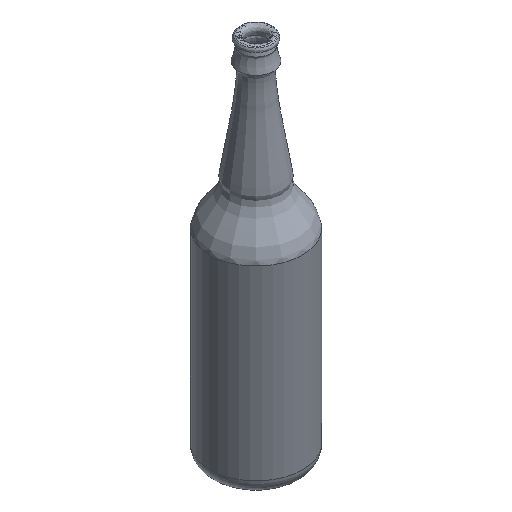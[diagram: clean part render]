
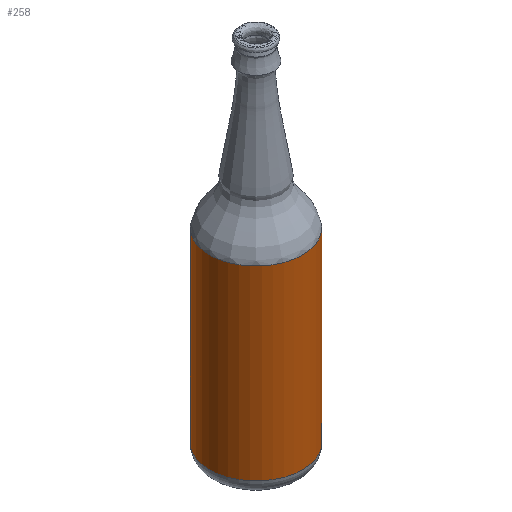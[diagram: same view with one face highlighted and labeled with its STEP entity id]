
A CAD part, isometric view. The second image highlights one B-rep face of the part: STEP entity #258.
In plain terms, the highlighted cylindrical face has radius 30 mm (diameter 60 mm), a full revolution.
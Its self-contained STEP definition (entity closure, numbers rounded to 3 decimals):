
#20=LINE('',#2684,#22);
#22=VECTOR('',#343,30.);
#24=CYLINDRICAL_SURFACE('',#294,30.);
#60=FACE_OUTER_BOUND('',#79,.T.);
#79=EDGE_LOOP('',(#218,#219,#220,#221,#222));
#105=CIRCLE('',#290,30.);
#108=CIRCLE('',#295,30.);
#109=CIRCLE('',#296,30.);
#126=VERTEX_POINT('',#2673);
#128=VERTEX_POINT('',#2680);
#129=VERTEX_POINT('',#2681);
#155=EDGE_CURVE('',#126,#126,#105,.T.);
#158=EDGE_CURVE('',#128,#129,#108,.T.);
#159=EDGE_CURVE('',#129,#128,#109,.T.);
#160=EDGE_CURVE('',#129,#126,#20,.T.);
#218=ORIENTED_EDGE('',*,*,#158,.F.);
#219=ORIENTED_EDGE('',*,*,#159,.F.);
#220=ORIENTED_EDGE('',*,*,#160,.T.);
#221=ORIENTED_EDGE('',*,*,#155,.F.);
#222=ORIENTED_EDGE('',*,*,#160,.F.);
#258=ADVANCED_FACE('',(#60),#24,.T.);
#290=AXIS2_PLACEMENT_3D('',#2674,#329,#330);
#294=AXIS2_PLACEMENT_3D('',#2679,#337,#338);
#295=AXIS2_PLACEMENT_3D('',#2682,#339,#340);
#296=AXIS2_PLACEMENT_3D('',#2683,#341,#342);
#329=DIRECTION('center_axis',(0.,0.,-1.));
#330=DIRECTION('ref_axis',(-1.,0.,0.));
#337=DIRECTION('center_axis',(0.,0.,1.));
#338=DIRECTION('ref_axis',(1.,0.,0.));
#339=DIRECTION('center_axis',(0.,0.,1.));
#340=DIRECTION('ref_axis',(1.,0.,0.));
#341=DIRECTION('center_axis',(0.,0.,1.));
#342=DIRECTION('ref_axis',(1.,0.,0.));
#343=DIRECTION('',(0.,0.,-1.));
#2673=CARTESIAN_POINT('',(-30.,0.,10.));
#2674=CARTESIAN_POINT('Origin',(0.,0.,10.));
#2679=CARTESIAN_POINT('Origin',(0.,0.,65.));
#2680=CARTESIAN_POINT('',(30.,0.,130.));
#2681=CARTESIAN_POINT('',(-30.,0.,130.));
#2682=CARTESIAN_POINT('Origin',(0.,0.,130.));
#2683=CARTESIAN_POINT('Origin',(0.,0.,130.));
#2684=CARTESIAN_POINT('',(-30.,0.,65.));
